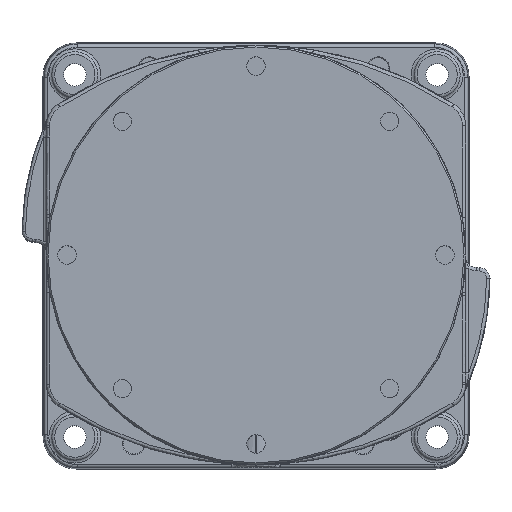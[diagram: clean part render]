
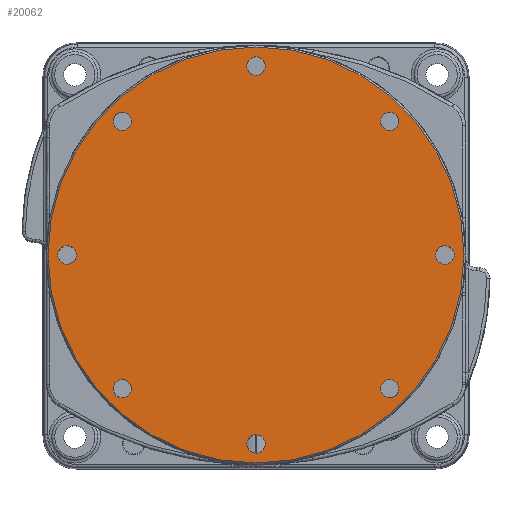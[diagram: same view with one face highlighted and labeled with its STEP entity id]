
A CAD part, top view. The second image highlights one B-rep face of the part: STEP entity #20062.
In plain terms, the highlighted planar face has unit normal (0, 0, 1).
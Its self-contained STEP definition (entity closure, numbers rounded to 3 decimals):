
#1222=FACE_BOUND('',#4065,.T.);
#1223=FACE_BOUND('',#4066,.T.);
#1224=FACE_BOUND('',#4067,.T.);
#1225=FACE_BOUND('',#4068,.T.);
#1226=FACE_BOUND('',#4069,.T.);
#1227=FACE_BOUND('',#4070,.T.);
#1228=FACE_BOUND('',#4071,.T.);
#1229=FACE_BOUND('',#4072,.T.);
#1385=CIRCLE('',#21583,124.);
#1386=CIRCLE('',#21584,5.5);
#1387=CIRCLE('',#21585,5.5);
#1388=CIRCLE('',#21586,5.5);
#1389=CIRCLE('',#21587,5.5);
#1390=CIRCLE('',#21588,5.5);
#1391=CIRCLE('',#21589,5.5);
#1392=CIRCLE('',#21590,5.5);
#1393=CIRCLE('',#21591,5.5);
#2725=FACE_OUTER_BOUND('',#4064,.T.);
#4064=EDGE_LOOP('',(#12929));
#4065=EDGE_LOOP('',(#12930));
#4066=EDGE_LOOP('',(#12931));
#4067=EDGE_LOOP('',(#12932));
#4068=EDGE_LOOP('',(#12933));
#4069=EDGE_LOOP('',(#12934));
#4070=EDGE_LOOP('',(#12935));
#4071=EDGE_LOOP('',(#12936));
#4072=EDGE_LOOP('',(#12937));
#8000=VERTEX_POINT('',#29540);
#8001=VERTEX_POINT('',#29542);
#8002=VERTEX_POINT('',#29544);
#8003=VERTEX_POINT('',#29546);
#8004=VERTEX_POINT('',#29548);
#8005=VERTEX_POINT('',#29550);
#8006=VERTEX_POINT('',#29552);
#8007=VERTEX_POINT('',#29554);
#8008=VERTEX_POINT('',#29556);
#9850=EDGE_CURVE('',#8000,#8000,#1385,.T.);
#9851=EDGE_CURVE('',#8001,#8001,#1386,.T.);
#9852=EDGE_CURVE('',#8002,#8002,#1387,.T.);
#9853=EDGE_CURVE('',#8003,#8003,#1388,.T.);
#9854=EDGE_CURVE('',#8004,#8004,#1389,.T.);
#9855=EDGE_CURVE('',#8005,#8005,#1390,.T.);
#9856=EDGE_CURVE('',#8006,#8006,#1391,.T.);
#9857=EDGE_CURVE('',#8007,#8007,#1392,.T.);
#9858=EDGE_CURVE('',#8008,#8008,#1393,.T.);
#12929=ORIENTED_EDGE('',*,*,#9850,.F.);
#12930=ORIENTED_EDGE('',*,*,#9851,.T.);
#12931=ORIENTED_EDGE('',*,*,#9852,.T.);
#12932=ORIENTED_EDGE('',*,*,#9853,.T.);
#12933=ORIENTED_EDGE('',*,*,#9854,.T.);
#12934=ORIENTED_EDGE('',*,*,#9855,.T.);
#12935=ORIENTED_EDGE('',*,*,#9856,.T.);
#12936=ORIENTED_EDGE('',*,*,#9857,.T.);
#12937=ORIENTED_EDGE('',*,*,#9858,.T.);
#18995=PLANE('',#21582);
#20062=ADVANCED_FACE('',(#2725,#1222,#1223,#1224,#1225,#1226,#1227,#1228,
#1229),#18995,.F.);
#21582=AXIS2_PLACEMENT_3D('',#29539,#24071,#24072);
#21583=AXIS2_PLACEMENT_3D('',#29541,#24073,#24074);
#21584=AXIS2_PLACEMENT_3D('',#29543,#24075,#24076);
#21585=AXIS2_PLACEMENT_3D('',#29545,#24077,#24078);
#21586=AXIS2_PLACEMENT_3D('',#29547,#24079,#24080);
#21587=AXIS2_PLACEMENT_3D('',#29549,#24081,#24082);
#21588=AXIS2_PLACEMENT_3D('',#29551,#24083,#24084);
#21589=AXIS2_PLACEMENT_3D('',#29553,#24085,#24086);
#21590=AXIS2_PLACEMENT_3D('',#29555,#24087,#24088);
#21591=AXIS2_PLACEMENT_3D('',#29557,#24089,#24090);
#24071=DIRECTION('center_axis',(0.,0.,-1.));
#24072=DIRECTION('ref_axis',(-1.,0.,0.));
#24073=DIRECTION('center_axis',(0.,0.,-1.));
#24074=DIRECTION('ref_axis',(-1.,0.,0.));
#24075=DIRECTION('center_axis',(0.,0.,-1.));
#24076=DIRECTION('ref_axis',(0.707,-0.707,0.));
#24077=DIRECTION('center_axis',(0.,0.,-1.));
#24078=DIRECTION('ref_axis',(0.,-1.,0.));
#24079=DIRECTION('center_axis',(0.,0.,-1.));
#24080=DIRECTION('ref_axis',(-0.707,-0.707,0.));
#24081=DIRECTION('center_axis',(0.,0.,-1.));
#24082=DIRECTION('ref_axis',(-1.,0.,0.));
#24083=DIRECTION('center_axis',(0.,0.,-1.));
#24084=DIRECTION('ref_axis',(-0.707,0.707,0.));
#24085=DIRECTION('center_axis',(0.,0.,-1.));
#24086=DIRECTION('ref_axis',(0.,1.,0.));
#24087=DIRECTION('center_axis',(0.,0.,-1.));
#24088=DIRECTION('ref_axis',(0.707,0.707,0.));
#24089=DIRECTION('center_axis',(0.,0.,-1.));
#24090=DIRECTION('ref_axis',(1.,0.,0.));
#29539=CARTESIAN_POINT('Origin',(0.,0.,0.));
#29540=CARTESIAN_POINT('',(124.,0.,0.));
#29541=CARTESIAN_POINT('Origin',(0.,0.,0.));
#29542=CARTESIAN_POINT('',(83.545,75.766,0.));
#29543=CARTESIAN_POINT('Origin',(79.656,79.656,0.));
#29544=CARTESIAN_POINT('',(112.65,-5.5,0.));
#29545=CARTESIAN_POINT('Origin',(112.65,0.,0.));
#29546=CARTESIAN_POINT('',(75.766,-83.545,0.));
#29547=CARTESIAN_POINT('Origin',(79.656,-79.656,0.));
#29548=CARTESIAN_POINT('',(-5.5,-112.65,0.));
#29549=CARTESIAN_POINT('Origin',(0.,-112.65,0.));
#29550=CARTESIAN_POINT('',(-83.545,-75.766,0.));
#29551=CARTESIAN_POINT('Origin',(-79.656,-79.656,0.));
#29552=CARTESIAN_POINT('',(-112.65,5.5,0.));
#29553=CARTESIAN_POINT('Origin',(-112.65,0.,0.));
#29554=CARTESIAN_POINT('',(-75.766,83.545,0.));
#29555=CARTESIAN_POINT('Origin',(-79.656,79.656,0.));
#29556=CARTESIAN_POINT('',(5.5,112.65,0.));
#29557=CARTESIAN_POINT('Origin',(0.,112.65,0.));
